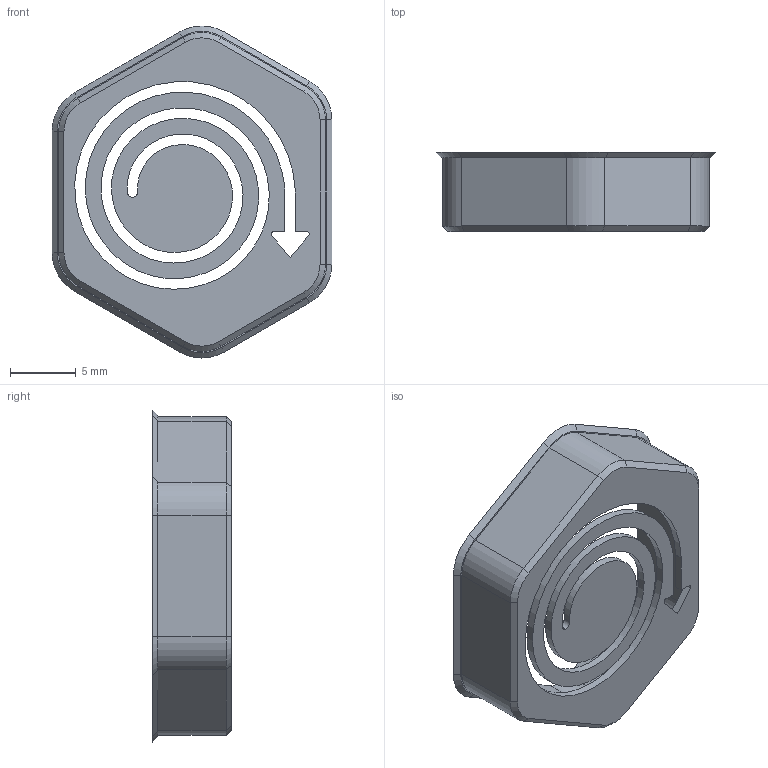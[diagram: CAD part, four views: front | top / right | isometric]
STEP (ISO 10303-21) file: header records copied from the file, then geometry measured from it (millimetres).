
FILE_DESCRIPTION (( 'STEP AP214' ), '1' );
FILE_NAME ('unload_small_250.STEP', '2023-03-19T20:10:49', ( '' ), ( '' ), 'SwSTEP 2.0', 'SolidWorks 2023', '' );
FILE_SCHEMA (( 'AUTOMOTIVE_DESIGN' ));
Length unit declared in the file: millimetre
Products named in the file (1): unload_small_250
Bounding box: 21.3 x 6 x 25.28 mm (x, y, z)
Volume: 558.8 mm3; surface area: 1562.1 mm2
Topology: 1 solids, 1 shells, 65 faces, 171 edges, 110 vertices
Faces by surface type: plane 34, cylinder 16, cone 12, bspline 3
Entity records: 2300 total; most frequent: CARTESIAN_POINT 642, ORIENTED_EDGE 342, DIRECTION 341, EDGE_CURVE 171, LINE 115, VECTOR 115, AXIS2_PLACEMENT_3D 113, VERTEX_POINT 110
